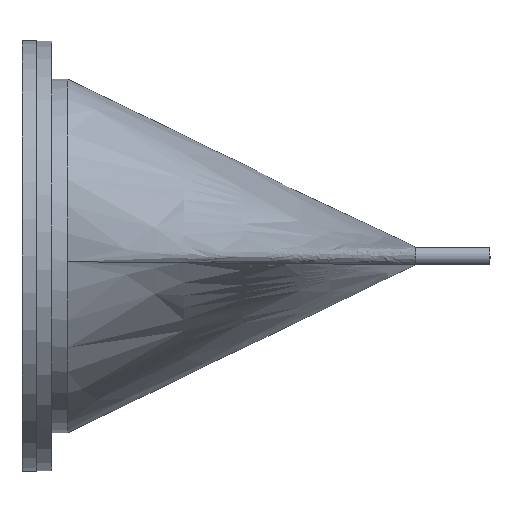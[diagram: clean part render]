
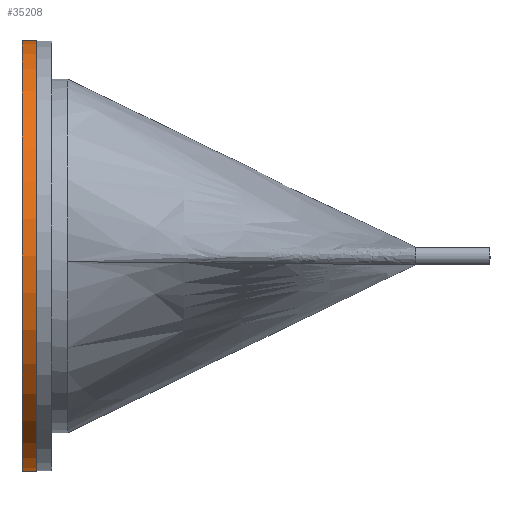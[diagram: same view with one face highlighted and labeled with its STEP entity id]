
A CAD part, front view. The second image highlights one B-rep face of the part: STEP entity #35208.
In plain terms, the highlighted cylindrical face has radius 742.5 mm (diameter 1485 mm), a partial arc.
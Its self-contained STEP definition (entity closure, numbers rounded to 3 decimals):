
#28 = ORIENTED_EDGE ( 'NONE', *, *, #29145, .F. ) ;
#144 = DIRECTION ( 'NONE',  ( 0., 0., 1. ) ) ;
#206 = LINE ( 'NONE', #9655, #3007 ) ;
#1915 = CARTESIAN_POINT ( 'NONE',  ( -157., 0., 0. ) ) ;
#2374 = ORIENTED_EDGE ( 'NONE', *, *, #19113, .T. ) ;
#2474 = CYLINDRICAL_SURFACE ( 'NONE', #25471, 742.5 ) ;
#3007 = VECTOR ( 'NONE', #39034, 1000. ) ;
#5376 = CIRCLE ( 'NONE', #32362, 742.5 ) ;
#5954 = ORIENTED_EDGE ( 'NONE', *, *, #33670, .T. ) ;
#5964 = EDGE_CURVE ( 'NONE', #24217, #8465, #206, .T. ) ;
#6387 = VECTOR ( 'NONE', #37607, 1000. ) ;
#8465 = VERTEX_POINT ( 'NONE', #16832 ) ;
#9598 = DIRECTION ( 'NONE',  ( 1., 0., 0. ) ) ;
#9655 = CARTESIAN_POINT ( 'NONE',  ( -157., 0., 742.5 ) ) ;
#12039 = VERTEX_POINT ( 'NONE', #20860 ) ;
#14742 = DIRECTION ( 'NONE',  ( -1., 0., 0. ) ) ;
#16832 = CARTESIAN_POINT ( 'NONE',  ( -107., 0., 742.5 ) ) ;
#17727 = CARTESIAN_POINT ( 'NONE',  ( -157., 0., -742.5 ) ) ;
#19113 = EDGE_CURVE ( 'NONE', #33789, #12039, #25118, .T. ) ;
#19379 = ORIENTED_EDGE ( 'NONE', *, *, #5964, .F. ) ;
#19535 = DIRECTION ( 'NONE',  ( -1., 0., 0. ) ) ;
#20860 = CARTESIAN_POINT ( 'NONE',  ( -107., 0., -742.5 ) ) ;
#24217 = VERTEX_POINT ( 'NONE', #38728 ) ;
#24781 = CARTESIAN_POINT ( 'NONE',  ( -157., 0., -742.5 ) ) ;
#25118 = LINE ( 'NONE', #17727, #6387 ) ;
#25471 = AXIS2_PLACEMENT_3D ( 'NONE', #41268, #9598, #34331 ) ;
#26477 = CIRCLE ( 'NONE', #31228, 742.5 ) ;
#29145 = EDGE_CURVE ( 'NONE', #33789, #24217, #5376, .T. ) ;
#31228 = AXIS2_PLACEMENT_3D ( 'NONE', #38355, #19535, #144 ) ;
#31658 = DIRECTION ( 'NONE',  ( 0., 0., 1. ) ) ;
#32362 = AXIS2_PLACEMENT_3D ( 'NONE', #1915, #14742, #31658 ) ;
#33670 = EDGE_CURVE ( 'NONE', #12039, #8465, #26477, .T. ) ;
#33789 = VERTEX_POINT ( 'NONE', #24781 ) ;
#34331 = DIRECTION ( 'NONE',  ( 0., 0., -1. ) ) ;
#34525 = FACE_OUTER_BOUND ( 'NONE', #41284, .T. ) ;
#35208 = ADVANCED_FACE ( 'NONE', ( #34525 ), #2474, .T. ) ;
#37607 = DIRECTION ( 'NONE',  ( 1., 0., 0. ) ) ;
#38355 = CARTESIAN_POINT ( 'NONE',  ( -107., 0., 0. ) ) ;
#38728 = CARTESIAN_POINT ( 'NONE',  ( -157., 0., 742.5 ) ) ;
#39034 = DIRECTION ( 'NONE',  ( 1., 0., 0. ) ) ;
#41268 = CARTESIAN_POINT ( 'NONE',  ( -157., 0., 0. ) ) ;
#41284 = EDGE_LOOP ( 'NONE', ( #19379, #28, #2374, #5954 ) ) ;
